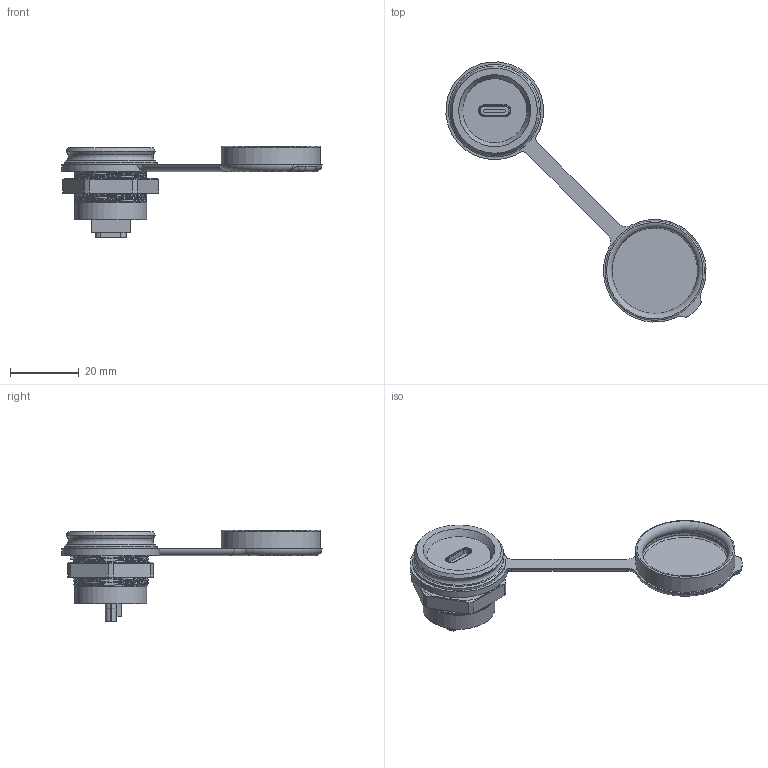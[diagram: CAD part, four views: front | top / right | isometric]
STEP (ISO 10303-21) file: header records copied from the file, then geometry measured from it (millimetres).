
FILE_DESCRIPTION(/* description */ (''),/* implementation_level */ '2;1');
FILE_NAME(/* name */ '41-038USB-51289E.stp',/* time_stamp */ '2023-01-09T10:53:10+01:00',/* author */ ('hge'),/* organization */ (''),/* preprocessor_version */ 'ST-DEVELOPER v18.1',/* originating_system */ 'Autodesk Inventor 2022',/* authorisation */ '');
FILE_SCHEMA (('AUTOMOTIVE_DESIGN { 1 0 10303 214 3 1 1 }'));
Length unit declared in the file: millimetre
Products named in the file (8): 41-038USB-51289E; M22 für USB 3.1-C; bestückte Platine wie gefertigt; Platine; USB 3.1 C Buchse; Mutter; Verschluß ST0052; Vergussmasse
Assembly tree (8 placements, depth 3):
  41-038USB-51289E
    M22 für USB 3.1-C
    bestückte Platine wie gefertigt
      Platine
      USB 3.1 C Buchse  x2
    Mutter
    Verschluß ST0052
    Vergussmasse
Bounding box: 75.77 x 75.77 x 26.61 mm (x, y, z)
Volume: 11185.8 mm3; surface area: 9945.5 mm2
Topology: 7 solids, 7 shells, 458 faces, 1217 edges, 799 vertices
Faces by surface type: plane 231, cylinder 118, bspline 72, cone 24, torus 13
Full cylindrical faces by diameter (mm): 0.55 x8, 0.615 x1, 0.801 x1, 21 x1, 21.7 x3, 26 x1, 27 x1, 28.9 x1
Entity records: 21451 total; most frequent: CARTESIAN_POINT 11010, ORIENTED_EDGE 2274, DIRECTION 1771, EDGE_CURVE 1137, VERTEX_POINT 745, AXIS2_PLACEMENT_3D 603, LINE 565, VECTOR 565
